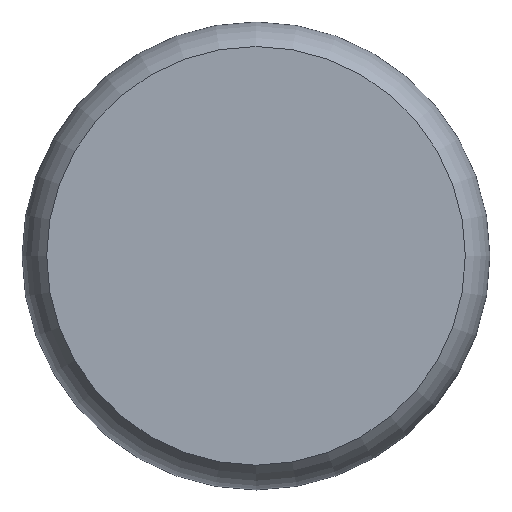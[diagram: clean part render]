
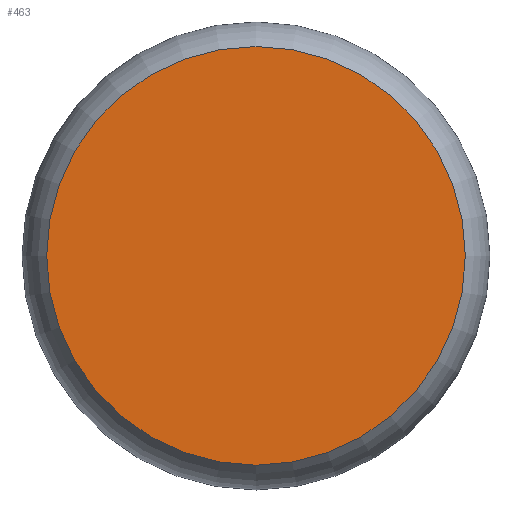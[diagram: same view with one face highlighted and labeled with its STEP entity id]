
A CAD part, top view. The second image highlights one B-rep face of the part: STEP entity #463.
In plain terms, the highlighted planar face has unit normal (0, 0, 1).
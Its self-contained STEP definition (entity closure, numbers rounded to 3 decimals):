
#19=PLANE('',#498);
#133=FACE_OUTER_BOUND('',#161,.T.);
#161=EDGE_LOOP('',(#334));
#193=CIRCLE('',#495,8.5);
#215=VERTEX_POINT('',#696);
#260=EDGE_CURVE('',#215,#215,#193,.T.);
#334=ORIENTED_EDGE('',*,*,#260,.F.);
#463=ADVANCED_FACE('',(#133),#19,.T.);
#495=AXIS2_PLACEMENT_3D('',#698,#552,#553);
#498=AXIS2_PLACEMENT_3D('',#703,#559,#560);
#552=DIRECTION('center_axis',(0.,0.,-1.));
#553=DIRECTION('ref_axis',(-1.,0.,0.));
#559=DIRECTION('center_axis',(0.,0.,1.));
#560=DIRECTION('ref_axis',(-1.,0.,0.));
#696=CARTESIAN_POINT('',(-8.5,100.,15.1));
#698=CARTESIAN_POINT('Origin',(0.,100.,15.1));
#703=CARTESIAN_POINT('Origin',(0.,100.,15.1));
